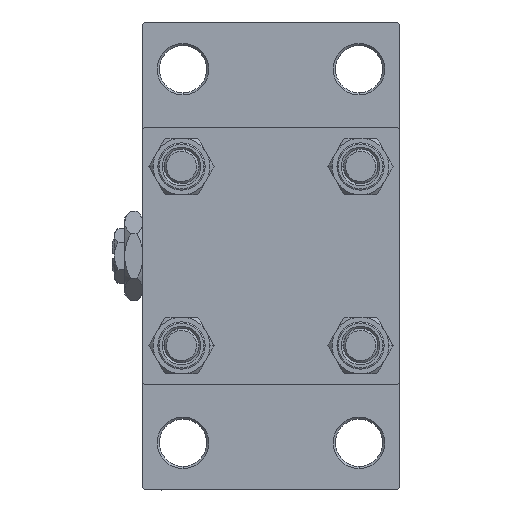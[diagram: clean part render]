
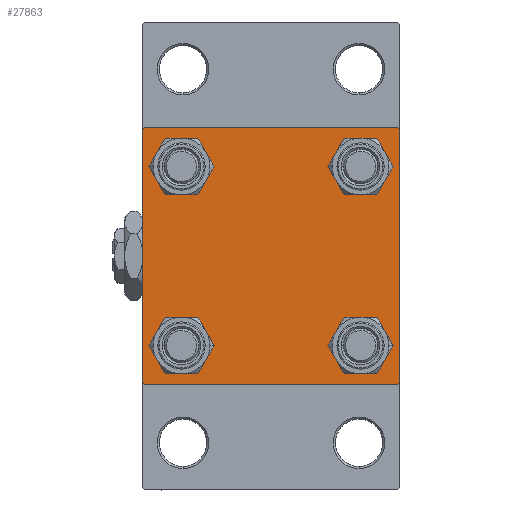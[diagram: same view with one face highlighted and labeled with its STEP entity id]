
A CAD part, left-side view. The second image highlights one B-rep face of the part: STEP entity #27863.
In plain terms, the highlighted planar face has unit normal (-1, 0, 0).
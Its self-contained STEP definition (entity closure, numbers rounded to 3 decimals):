
#443 = ORIENTED_EDGE ( 'NONE', *, *, #17987, .T. ) ;
#574 = CARTESIAN_POINT ( 'NONE',  ( 0., -20.85, 20.85 ) ) ;
#811 = DIRECTION ( 'NONE',  ( 1., 0., 0. ) ) ;
#912 = VECTOR ( 'NONE', #3219, 1000. ) ;
#1131 = AXIS2_PLACEMENT_3D ( 'NONE', #18450, #46557, #21976 ) ;
#1159 = EDGE_LOOP ( 'NONE', ( #4199, #7734 ) ) ;
#1171 = VECTOR ( 'NONE', #8108, 1000. ) ;
#1355 = DIRECTION ( 'NONE',  ( -1., 0., 0. ) ) ;
#1641 = VERTEX_POINT ( 'NONE', #21246 ) ;
#2216 = ORIENTED_EDGE ( 'NONE', *, *, #9782, .F. ) ;
#2770 = LINE ( 'NONE', #6061, #27820 ) ;
#2939 = EDGE_CURVE ( 'NONE', #35692, #30372, #41556, .T. ) ;
#3219 = DIRECTION ( 'NONE',  ( 0., 0.707, -0.707 ) ) ;
#3338 = CARTESIAN_POINT ( 'NONE',  ( 0., 30., 29.5 ) ) ;
#4199 = ORIENTED_EDGE ( 'NONE', *, *, #33119, .T. ) ;
#4552 = VERTEX_POINT ( 'NONE', #34276 ) ;
#5018 = VERTEX_POINT ( 'NONE', #20088 ) ;
#5115 = FACE_OUTER_BOUND ( 'NONE', #40221, .T. ) ;
#6061 = CARTESIAN_POINT ( 'NONE',  ( 0., 30., 30. ) ) ;
#6159 = DIRECTION ( 'NONE',  ( 1., 0., 0. ) ) ;
#6208 = CARTESIAN_POINT ( 'NONE',  ( 0., 20.85, 20.85 ) ) ;
#6723 = VECTOR ( 'NONE', #45252, 1000. ) ;
#7151 = AXIS2_PLACEMENT_3D ( 'NONE', #19538, #34908, #31126 ) ;
#7158 = AXIS2_PLACEMENT_3D ( 'NONE', #574, #811, #16667 ) ;
#7496 = ORIENTED_EDGE ( 'NONE', *, *, #33925, .T. ) ;
#7734 = ORIENTED_EDGE ( 'NONE', *, *, #25751, .T. ) ;
#8108 = DIRECTION ( 'NONE',  ( 0., 0., -1. ) ) ;
#8435 = CARTESIAN_POINT ( 'NONE',  ( 0., -30., 29.5 ) ) ;
#8754 = EDGE_CURVE ( 'NONE', #31983, #41231, #10059, .T. ) ;
#9451 = CARTESIAN_POINT ( 'NONE',  ( 0., 30., -30. ) ) ;
#9559 = CARTESIAN_POINT ( 'NONE',  ( 0., -29.75, 29.75 ) ) ;
#9782 = EDGE_CURVE ( 'NONE', #4552, #22482, #2770, .T. ) ;
#9881 = DIRECTION ( 'NONE',  ( 0., 0., 1. ) ) ;
#10059 = CIRCLE ( 'NONE', #21316, 4.5 ) ;
#10528 = ORIENTED_EDGE ( 'NONE', *, *, #44680, .T. ) ;
#10595 = LINE ( 'NONE', #29987, #44229 ) ;
#10754 = CARTESIAN_POINT ( 'NONE',  ( 0., -20.85, 16.35 ) ) ;
#11601 = VECTOR ( 'NONE', #38029, 1000. ) ;
#12079 = ORIENTED_EDGE ( 'NONE', *, *, #8754, .T. ) ;
#12412 = DIRECTION ( 'NONE',  ( 0., 0., 1. ) ) ;
#12799 = VERTEX_POINT ( 'NONE', #23881 ) ;
#13172 = FACE_BOUND ( 'NONE', #43213, .T. ) ;
#13827 = CIRCLE ( 'NONE', #41979, 4.5 ) ;
#14093 = DIRECTION ( 'NONE',  ( 0., -1., 0. ) ) ;
#14295 = CARTESIAN_POINT ( 'NONE',  ( 0., 29.75, 29.75 ) ) ;
#15089 = CARTESIAN_POINT ( 'NONE',  ( 0., 20.85, 25.35 ) ) ;
#15583 = EDGE_CURVE ( 'NONE', #40502, #24244, #31286, .T. ) ;
#15622 = CARTESIAN_POINT ( 'NONE',  ( 0., -30., 30. ) ) ;
#16297 = CARTESIAN_POINT ( 'NONE',  ( 0., -20.85, -20.85 ) ) ;
#16667 = DIRECTION ( 'NONE',  ( 0., 0., 1. ) ) ;
#16703 = EDGE_LOOP ( 'NONE', ( #47582, #30164 ) ) ;
#17492 = DIRECTION ( 'NONE',  ( 1., 0., 0. ) ) ;
#17987 = EDGE_CURVE ( 'NONE', #25145, #12799, #10595, .T. ) ;
#18320 = EDGE_CURVE ( 'NONE', #5018, #1641, #36108, .T. ) ;
#18450 = CARTESIAN_POINT ( 'NONE',  ( 0., 20.85, -20.85 ) ) ;
#19345 = VECTOR ( 'NONE', #24804, 1000. ) ;
#19538 = CARTESIAN_POINT ( 'NONE',  ( 0., -20.85, -20.85 ) ) ;
#20088 = CARTESIAN_POINT ( 'NONE',  ( 0., -20.85, -16.35 ) ) ;
#20534 = LINE ( 'NONE', #9451, #19345 ) ;
#21246 = CARTESIAN_POINT ( 'NONE',  ( 0., -20.85, -25.35 ) ) ;
#21316 = AXIS2_PLACEMENT_3D ( 'NONE', #40644, #6159, #36870 ) ;
#21476 = FACE_BOUND ( 'NONE', #16703, .T. ) ;
#21976 = DIRECTION ( 'NONE',  ( 0., 0., 1. ) ) ;
#22349 = CARTESIAN_POINT ( 'NONE',  ( 0., -29.75, -29.75 ) ) ;
#22410 = EDGE_CURVE ( 'NONE', #12799, #27669, #20534, .T. ) ;
#22482 = VERTEX_POINT ( 'NONE', #47454 ) ;
#23862 = DIRECTION ( 'NONE',  ( 1., 0., 0. ) ) ;
#23881 = CARTESIAN_POINT ( 'NONE',  ( 0., 29.5, -30. ) ) ;
#24214 = CARTESIAN_POINT ( 'NONE',  ( 0., 30., 30. ) ) ;
#24244 = VERTEX_POINT ( 'NONE', #10754 ) ;
#24517 = CARTESIAN_POINT ( 'NONE',  ( 0., 20.85, 16.35 ) ) ;
#24804 = DIRECTION ( 'NONE',  ( 0., -1., 0. ) ) ;
#25145 = VERTEX_POINT ( 'NONE', #46387 ) ;
#25481 = DIRECTION ( 'NONE',  ( 0., -0.707, -0.707 ) ) ;
#25751 = EDGE_CURVE ( 'NONE', #45109, #39701, #41985, .T. ) ;
#25787 = CARTESIAN_POINT ( 'NONE',  ( 0., -29.5, -30. ) ) ;
#26371 = LINE ( 'NONE', #22349, #6723 ) ;
#27532 = CARTESIAN_POINT ( 'NONE',  ( 0., -20.85, 20.85 ) ) ;
#27669 = VERTEX_POINT ( 'NONE', #25787 ) ;
#27820 = VECTOR ( 'NONE', #14093, 1000. ) ;
#27856 = CARTESIAN_POINT ( 'NONE',  ( 0., 20.85, -25.35 ) ) ;
#27863 = ADVANCED_FACE ( 'NONE', ( #43644, #21476, #47659, #13172, #5115 ), #32814, .T. ) ;
#28222 = AXIS2_PLACEMENT_3D ( 'NONE', #16297, #23862, #39446 ) ;
#29039 = VECTOR ( 'NONE', #40281, 1000. ) ;
#29366 = CIRCLE ( 'NONE', #42240, 4.5 ) ;
#29850 = DIRECTION ( 'NONE',  ( 1., 0., 0. ) ) ;
#29987 = CARTESIAN_POINT ( 'NONE',  ( 0., 29.75, -29.75 ) ) ;
#30164 = ORIENTED_EDGE ( 'NONE', *, *, #38026, .T. ) ;
#30372 = VERTEX_POINT ( 'NONE', #35093 ) ;
#31126 = DIRECTION ( 'NONE',  ( 0., 0., 1. ) ) ;
#31286 = CIRCLE ( 'NONE', #7158, 4.5 ) ;
#31983 = VERTEX_POINT ( 'NONE', #24517 ) ;
#32220 = ORIENTED_EDGE ( 'NONE', *, *, #22410, .T. ) ;
#32814 = PLANE ( 'NONE',  #33220 ) ;
#33119 = EDGE_CURVE ( 'NONE', #39701, #45109, #42123, .T. ) ;
#33219 = LINE ( 'NONE', #9559, #29039 ) ;
#33220 = AXIS2_PLACEMENT_3D ( 'NONE', #39608, #1355, #9881 ) ;
#33334 = DIRECTION ( 'NONE',  ( 0., 0., 1. ) ) ;
#33391 = EDGE_CURVE ( 'NONE', #27669, #30372, #26371, .T. ) ;
#33925 = EDGE_CURVE ( 'NONE', #45598, #25145, #35307, .T. ) ;
#34276 = CARTESIAN_POINT ( 'NONE',  ( 0., 29.5, 30. ) ) ;
#34908 = DIRECTION ( 'NONE',  ( 1., 0., 0. ) ) ;
#35093 = CARTESIAN_POINT ( 'NONE',  ( 0., -30., -29.5 ) ) ;
#35307 = LINE ( 'NONE', #24214, #1171 ) ;
#35692 = VERTEX_POINT ( 'NONE', #8435 ) ;
#35906 = ORIENTED_EDGE ( 'NONE', *, *, #2939, .F. ) ;
#36036 = EDGE_LOOP ( 'NONE', ( #37028, #10528 ) ) ;
#36108 = CIRCLE ( 'NONE', #7151, 4.5 ) ;
#36426 = EDGE_CURVE ( 'NONE', #41231, #31983, #29366, .T. ) ;
#36870 = DIRECTION ( 'NONE',  ( 0., 0., 1. ) ) ;
#37028 = ORIENTED_EDGE ( 'NONE', *, *, #15583, .T. ) ;
#37060 = CIRCLE ( 'NONE', #28222, 4.5 ) ;
#37500 = CARTESIAN_POINT ( 'NONE',  ( 0., 20.85, -16.35 ) ) ;
#38020 = ORIENTED_EDGE ( 'NONE', *, *, #33391, .T. ) ;
#38026 = EDGE_CURVE ( 'NONE', #1641, #5018, #37060, .T. ) ;
#38029 = DIRECTION ( 'NONE',  ( 0., 0., -1. ) ) ;
#38245 = ORIENTED_EDGE ( 'NONE', *, *, #38497, .T. ) ;
#38497 = EDGE_CURVE ( 'NONE', #35692, #22482, #33219, .T. ) ;
#39365 = DIRECTION ( 'NONE',  ( 1., 0., 0. ) ) ;
#39446 = DIRECTION ( 'NONE',  ( 0., 0., 1. ) ) ;
#39608 = CARTESIAN_POINT ( 'NONE',  ( 0., 0., 0. ) ) ;
#39701 = VERTEX_POINT ( 'NONE', #37500 ) ;
#40221 = EDGE_LOOP ( 'NONE', ( #7496, #443, #32220, #38020, #35906, #38245, #2216, #49339 ) ) ;
#40281 = DIRECTION ( 'NONE',  ( 0., 0.707, 0.707 ) ) ;
#40502 = VERTEX_POINT ( 'NONE', #42773 ) ;
#40644 = CARTESIAN_POINT ( 'NONE',  ( 0., 20.85, 20.85 ) ) ;
#41231 = VERTEX_POINT ( 'NONE', #15089 ) ;
#41556 = LINE ( 'NONE', #15622, #11601 ) ;
#41979 = AXIS2_PLACEMENT_3D ( 'NONE', #27532, #39365, #12412 ) ;
#41985 = CIRCLE ( 'NONE', #43614, 4.5 ) ;
#42123 = CIRCLE ( 'NONE', #1131, 4.5 ) ;
#42240 = AXIS2_PLACEMENT_3D ( 'NONE', #6208, #29850, #45209 ) ;
#42384 = EDGE_CURVE ( 'NONE', #4552, #45598, #48783, .T. ) ;
#42403 = ORIENTED_EDGE ( 'NONE', *, *, #36426, .T. ) ;
#42773 = CARTESIAN_POINT ( 'NONE',  ( 0., -20.85, 25.35 ) ) ;
#43213 = EDGE_LOOP ( 'NONE', ( #42403, #12079 ) ) ;
#43614 = AXIS2_PLACEMENT_3D ( 'NONE', #47943, #17492, #33334 ) ;
#43644 = FACE_BOUND ( 'NONE', #36036, .T. ) ;
#44229 = VECTOR ( 'NONE', #25481, 1000. ) ;
#44680 = EDGE_CURVE ( 'NONE', #24244, #40502, #13827, .T. ) ;
#45109 = VERTEX_POINT ( 'NONE', #27856 ) ;
#45209 = DIRECTION ( 'NONE',  ( 0., 0., 1. ) ) ;
#45252 = DIRECTION ( 'NONE',  ( 0., -0.707, 0.707 ) ) ;
#45598 = VERTEX_POINT ( 'NONE', #3338 ) ;
#46387 = CARTESIAN_POINT ( 'NONE',  ( 0., 30., -29.5 ) ) ;
#46557 = DIRECTION ( 'NONE',  ( 1., 0., 0. ) ) ;
#47454 = CARTESIAN_POINT ( 'NONE',  ( 0., -29.5, 30. ) ) ;
#47582 = ORIENTED_EDGE ( 'NONE', *, *, #18320, .T. ) ;
#47659 = FACE_BOUND ( 'NONE', #1159, .T. ) ;
#47943 = CARTESIAN_POINT ( 'NONE',  ( 0., 20.85, -20.85 ) ) ;
#48783 = LINE ( 'NONE', #14295, #912 ) ;
#49339 = ORIENTED_EDGE ( 'NONE', *, *, #42384, .T. ) ;
